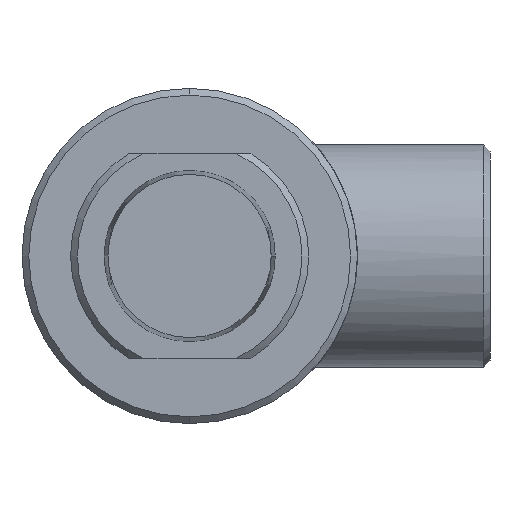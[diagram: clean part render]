
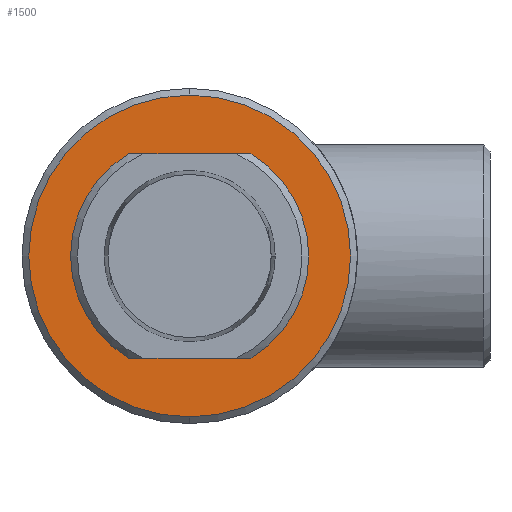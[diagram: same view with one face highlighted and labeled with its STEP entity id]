
A CAD part, front view. The second image highlights one B-rep face of the part: STEP entity #1500.
In plain terms, the highlighted planar face has unit normal (0, -1, 0).
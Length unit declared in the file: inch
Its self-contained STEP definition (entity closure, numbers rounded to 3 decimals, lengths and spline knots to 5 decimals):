
#80 = AXIS2_PLACEMENT_3D ( 'NONE', #191, #1241, #352 ) ;
#123 = VERTEX_POINT ( 'NONE', #1186 ) ;
#131 = DIRECTION ( 'NONE',  ( 0., 0., 1. ) ) ;
#164 = FACE_OUTER_BOUND ( 'NONE', #634, .T. ) ;
#191 = CARTESIAN_POINT ( 'NONE',  ( 0., -1.97, 0. ) ) ;
#313 = EDGE_CURVE ( 'NONE', #123, #1534, #576, .T. ) ;
#347 = EDGE_LOOP ( 'NONE', ( #492, #1327 ) ) ;
#352 = DIRECTION ( 'NONE',  ( 0., 0., 1. ) ) ;
#374 = DIRECTION ( 'NONE',  ( 0., -1., 0. ) ) ;
#428 = CIRCLE ( 'NONE', #1204, 1.1825 ) ;
#430 = CARTESIAN_POINT ( 'NONE',  ( 0., -1.97, -0.625 ) ) ;
#492 = ORIENTED_EDGE ( 'NONE', *, *, #1938, .F. ) ;
#526 = VERTEX_POINT ( 'NONE', #1051 ) ;
#576 = CIRCLE ( 'NONE', #1590, 1.1825 ) ;
#605 = CARTESIAN_POINT ( 'NONE',  ( 0., -1.97, 1.1825 ) ) ;
#634 = EDGE_LOOP ( 'NONE', ( #1795, #1450 ) ) ;
#664 = DIRECTION ( 'NONE',  ( 0., -1., 0. ) ) ;
#670 = AXIS2_PLACEMENT_3D ( 'NONE', #1931, #1039, #131 ) ;
#711 = DIRECTION ( 'NONE',  ( 0., -1., 0. ) ) ;
#870 = EDGE_CURVE ( 'NONE', #1667, #526, #1296, .T. ) ;
#966 = FACE_BOUND ( 'NONE', #347, .T. ) ;
#1039 = DIRECTION ( 'NONE',  ( 0., 1., 0. ) ) ;
#1051 = CARTESIAN_POINT ( 'NONE',  ( 0., -1.97, 0.625 ) ) ;
#1186 = CARTESIAN_POINT ( 'NONE',  ( 0., -1.97, -1.1825 ) ) ;
#1204 = AXIS2_PLACEMENT_3D ( 'NONE', #1557, #664, #1713 ) ;
#1241 = DIRECTION ( 'NONE',  ( 0., -1., 0. ) ) ;
#1243 = EDGE_CURVE ( 'NONE', #1534, #123, #428, .T. ) ;
#1264 = CARTESIAN_POINT ( 'NONE',  ( 0., -1.97, 0. ) ) ;
#1296 = CIRCLE ( 'NONE', #1477, 0.625 ) ;
#1327 = ORIENTED_EDGE ( 'NONE', *, *, #870, .F. ) ;
#1419 = DIRECTION ( 'NONE',  ( 0., 0., 1. ) ) ;
#1450 = ORIENTED_EDGE ( 'NONE', *, *, #313, .T. ) ;
#1477 = AXIS2_PLACEMENT_3D ( 'NONE', #1607, #711, #1760 ) ;
#1499 = CIRCLE ( 'NONE', #80, 0.625 ) ;
#1500 = ADVANCED_FACE ( 'NONE', ( #164, #966 ), #1633, .F. ) ;
#1534 = VERTEX_POINT ( 'NONE', #605 ) ;
#1557 = CARTESIAN_POINT ( 'NONE',  ( 0., -1.97, 0. ) ) ;
#1590 = AXIS2_PLACEMENT_3D ( 'NONE', #1264, #374, #1419 ) ;
#1607 = CARTESIAN_POINT ( 'NONE',  ( 0., -1.97, 0. ) ) ;
#1633 = PLANE ( 'NONE',  #670 ) ;
#1667 = VERTEX_POINT ( 'NONE', #430 ) ;
#1713 = DIRECTION ( 'NONE',  ( 0., 0., 1. ) ) ;
#1760 = DIRECTION ( 'NONE',  ( 0., 0., 1. ) ) ;
#1795 = ORIENTED_EDGE ( 'NONE', *, *, #1243, .T. ) ;
#1931 = CARTESIAN_POINT ( 'NONE',  ( 0., -1.97, 0. ) ) ;
#1938 = EDGE_CURVE ( 'NONE', #526, #1667, #1499, .T. ) ;
